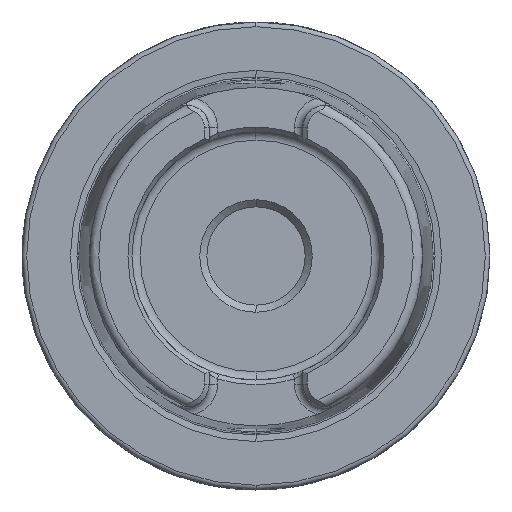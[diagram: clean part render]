
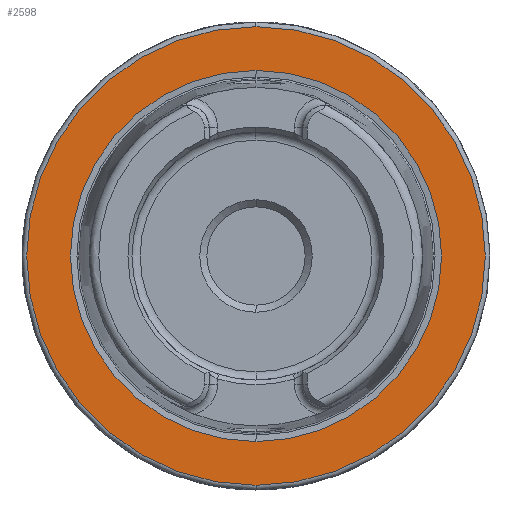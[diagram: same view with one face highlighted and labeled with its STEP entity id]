
A CAD part, left-side view. The second image highlights one B-rep face of the part: STEP entity #2598.
In plain terms, the highlighted planar face has unit normal (-1, 0, 0).
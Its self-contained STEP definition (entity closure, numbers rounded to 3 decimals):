
#62 = AXIS2_PLACEMENT_3D ( 'NONE', #8213, #5649, #8044 ) ;
#234 = ORIENTED_EDGE ( 'NONE', *, *, #6788, .F. ) ;
#468 = CARTESIAN_POINT ( 'NONE',  ( 0., 0., -49. ) ) ;
#764 = EDGE_LOOP ( 'NONE', ( #6684, #3089 ) ) ;
#789 = DIRECTION ( 'NONE',  ( -1., 0., 0. ) ) ;
#1029 = EDGE_CURVE ( 'NONE', #6696, #7171, #2813, .T. ) ;
#1047 = VERTEX_POINT ( 'NONE', #2674 ) ;
#1637 = CIRCLE ( 'NONE', #5011, 49. ) ;
#1808 = CIRCLE ( 'NONE', #62, 39.647 ) ;
#2067 = DIRECTION ( 'NONE',  ( 0., 0., -1. ) ) ;
#2078 = DIRECTION ( 'NONE',  ( 0., 0., -1. ) ) ;
#2488 = CIRCLE ( 'NONE', #7190, 39.647 ) ;
#2598 = ADVANCED_FACE ( 'NONE', ( #4579, #7148 ), #4042, .T. ) ;
#2674 = CARTESIAN_POINT ( 'NONE',  ( 0., 0., 39.647 ) ) ;
#2737 = CARTESIAN_POINT ( 'NONE',  ( 0., 0., 0. ) ) ;
#2761 = DIRECTION ( 'NONE',  ( 1., 0., 0. ) ) ;
#2813 = CIRCLE ( 'NONE', #7240, 49. ) ;
#3017 = AXIS2_PLACEMENT_3D ( 'NONE', #6571, #789, #5350 ) ;
#3089 = ORIENTED_EDGE ( 'NONE', *, *, #3609, .T. ) ;
#3609 = EDGE_CURVE ( 'NONE', #3688, #1047, #1808, .T. ) ;
#3688 = VERTEX_POINT ( 'NONE', #6477 ) ;
#4029 = DIRECTION ( 'NONE',  ( 0., 0., -1. ) ) ;
#4042 = PLANE ( 'NONE',  #3017 ) ;
#4579 = FACE_BOUND ( 'NONE', #764, .T. ) ;
#4648 = EDGE_CURVE ( 'NONE', #1047, #3688, #2488, .T. ) ;
#4649 = DIRECTION ( 'NONE',  ( 1., 0., 0. ) ) ;
#4905 = EDGE_LOOP ( 'NONE', ( #234, #5274 ) ) ;
#5011 = AXIS2_PLACEMENT_3D ( 'NONE', #7850, #4649, #2078 ) ;
#5274 = ORIENTED_EDGE ( 'NONE', *, *, #1029, .F. ) ;
#5350 = DIRECTION ( 'NONE',  ( 0., 0., 1. ) ) ;
#5649 = DIRECTION ( 'NONE',  ( 1., 0., 0. ) ) ;
#5908 = DIRECTION ( 'NONE',  ( 1., 0., 0. ) ) ;
#6380 = CARTESIAN_POINT ( 'NONE',  ( 0., 0., 49. ) ) ;
#6477 = CARTESIAN_POINT ( 'NONE',  ( 0., 0., -39.647 ) ) ;
#6571 = CARTESIAN_POINT ( 'NONE',  ( 0., 39.647, 0. ) ) ;
#6684 = ORIENTED_EDGE ( 'NONE', *, *, #4648, .T. ) ;
#6686 = CARTESIAN_POINT ( 'NONE',  ( 0., 0., 0. ) ) ;
#6696 = VERTEX_POINT ( 'NONE', #6380 ) ;
#6788 = EDGE_CURVE ( 'NONE', #7171, #6696, #1637, .T. ) ;
#7148 = FACE_OUTER_BOUND ( 'NONE', #4905, .T. ) ;
#7171 = VERTEX_POINT ( 'NONE', #468 ) ;
#7190 = AXIS2_PLACEMENT_3D ( 'NONE', #2737, #5908, #2067 ) ;
#7240 = AXIS2_PLACEMENT_3D ( 'NONE', #6686, #2761, #4029 ) ;
#7850 = CARTESIAN_POINT ( 'NONE',  ( 0., 0., 0. ) ) ;
#8044 = DIRECTION ( 'NONE',  ( 0., 0., -1. ) ) ;
#8213 = CARTESIAN_POINT ( 'NONE',  ( 0., 0., 0. ) ) ;
